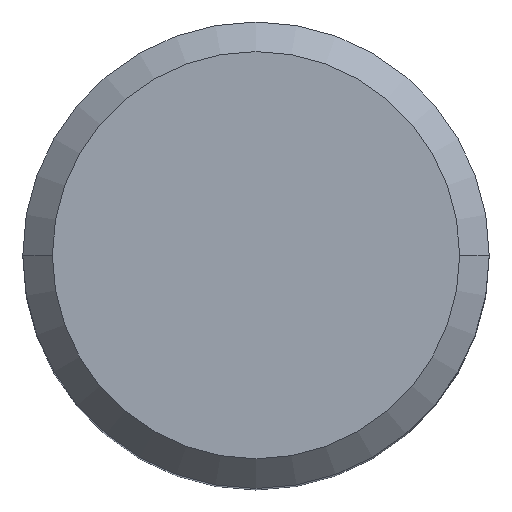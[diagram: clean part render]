
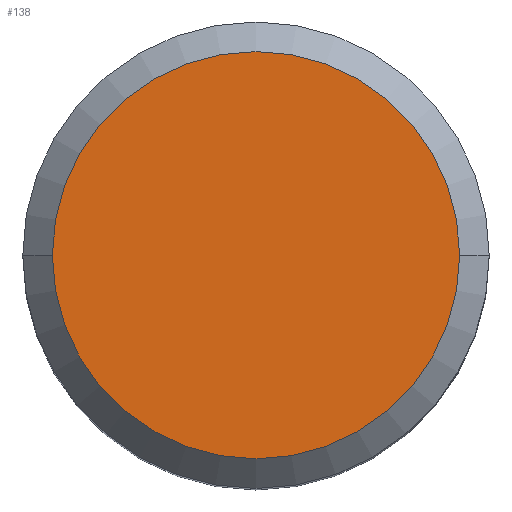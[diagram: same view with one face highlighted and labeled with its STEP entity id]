
A CAD part, top view. The second image highlights one B-rep face of the part: STEP entity #138.
In plain terms, the highlighted planar face has unit normal (0, 0, 1).
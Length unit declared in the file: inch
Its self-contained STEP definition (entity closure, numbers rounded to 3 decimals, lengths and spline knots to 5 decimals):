
#24 = DIRECTION ( 'NONE',  ( 0., 0., 1. ) ) ;
#59 = DIRECTION ( 'NONE',  ( 1., 0., 0. ) ) ;
#65 = DIRECTION ( 'NONE',  ( 0., 0., -1. ) ) ;
#69 = ORIENTED_EDGE ( 'NONE', *, *, #222, .T. ) ;
#86 = CIRCLE ( 'NONE', #340, 0.1031 ) ;
#99 = CIRCLE ( 'NONE', #129, 0.1031 ) ;
#100 = PLANE ( 'NONE',  #233 ) ;
#101 = VERTEX_POINT ( 'NONE', #214 ) ;
#129 = AXIS2_PLACEMENT_3D ( 'NONE', #130, #352, #434 ) ;
#130 = CARTESIAN_POINT ( 'NONE',  ( 0., 0., 0. ) ) ;
#138 = ADVANCED_FACE ( 'NONE', ( #421 ), #100, .F. ) ;
#197 = CARTESIAN_POINT ( 'NONE',  ( 0., 0., 0. ) ) ;
#207 = DIRECTION ( 'NONE',  ( -1., 0., 0. ) ) ;
#214 = CARTESIAN_POINT ( 'NONE',  ( -0.1031, 0., 0. ) ) ;
#222 = EDGE_CURVE ( 'NONE', #101, #457, #86, .T. ) ;
#233 = AXIS2_PLACEMENT_3D ( 'NONE', #243, #65, #207 ) ;
#243 = CARTESIAN_POINT ( 'NONE',  ( 0., 0.1031, 0. ) ) ;
#244 = ORIENTED_EDGE ( 'NONE', *, *, #401, .T. ) ;
#249 = EDGE_LOOP ( 'NONE', ( #69, #244 ) ) ;
#340 = AXIS2_PLACEMENT_3D ( 'NONE', #197, #24, #59 ) ;
#352 = DIRECTION ( 'NONE',  ( 0., 0., 1. ) ) ;
#368 = CARTESIAN_POINT ( 'NONE',  ( 0.1031, 0., 0. ) ) ;
#401 = EDGE_CURVE ( 'NONE', #457, #101, #99, .T. ) ;
#421 = FACE_OUTER_BOUND ( 'NONE', #249, .T. ) ;
#434 = DIRECTION ( 'NONE',  ( 1., 0., 0. ) ) ;
#457 = VERTEX_POINT ( 'NONE', #368 ) ;
